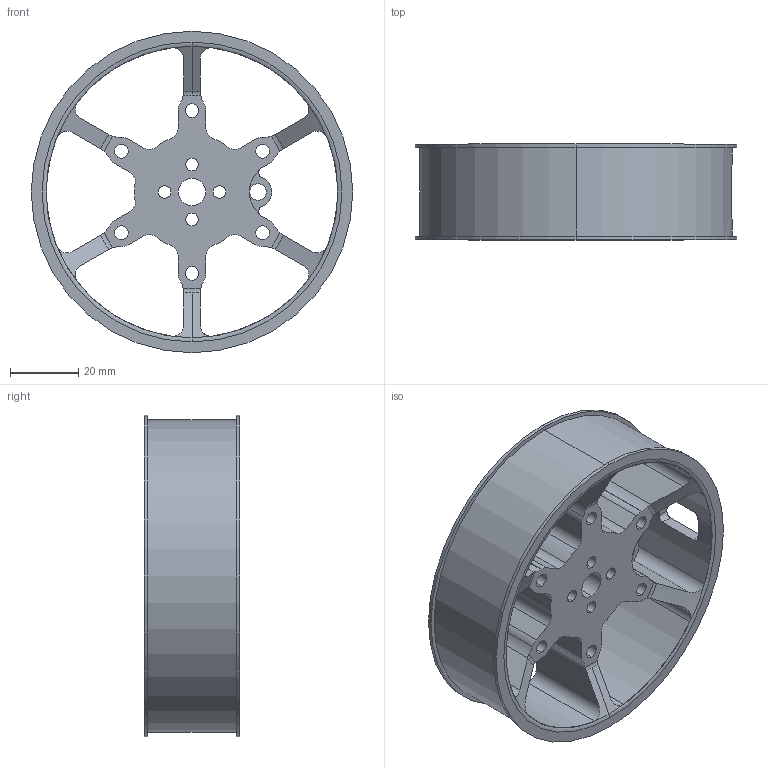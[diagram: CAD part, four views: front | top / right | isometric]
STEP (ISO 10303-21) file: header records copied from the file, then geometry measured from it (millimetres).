
FILE_DESCRIPTION (( 'STEP AP214' ), '1' );
FILE_NAME ('am-3434 Performance 4IN, 8mm Bore.STEP', '2016-09-09T00:47:13', ( '' ), ( '' ), 'SwSTEP 2.0', 'SolidWorks 2014', '' );
FILE_SCHEMA (( 'AUTOMOTIVE_DESIGN' ));
Length unit declared in the file: inch
Products named in the file (1): am-3434 Performance 4IN, 8mm Bore
Bounding box: 93.98 x 27.94 x 93.98 mm (x, y, z)
Volume: 61477.1 mm3; surface area: 31783.3 mm2
Topology: 1 solids, 1 shells, 153 faces, 459 edges, 305 vertices
Faces by surface type: cylinder 107, plane 35, torus 9, cone 2
Entity records: 5863 total; most frequent: CARTESIAN_POINT 1360, DIRECTION 927, ORIENTED_EDGE 918, EDGE_CURVE 459, AXIS2_PLACEMENT_3D 374, VERTEX_POINT 305, CIRCLE 220, EDGE_LOOP 188
